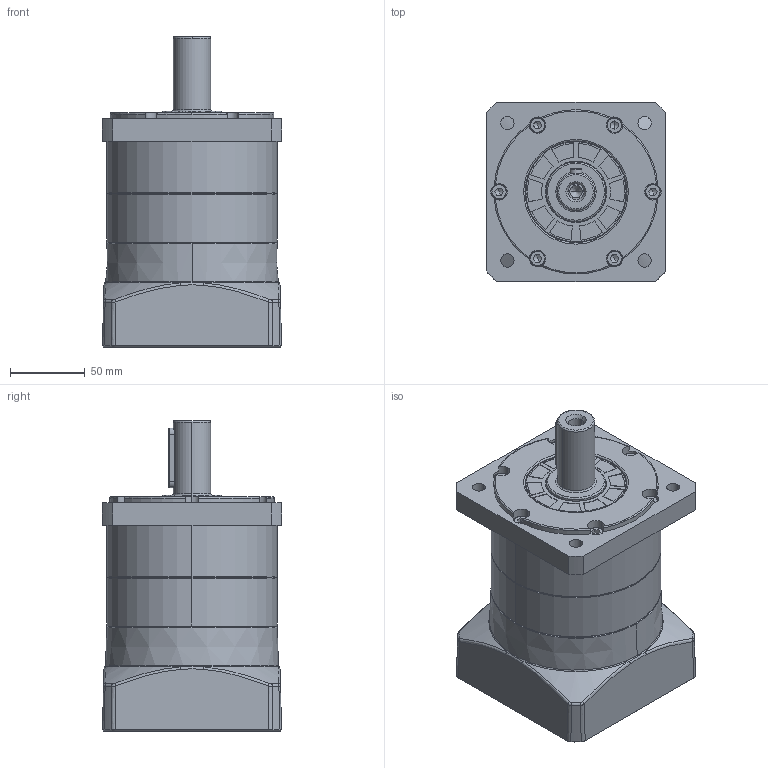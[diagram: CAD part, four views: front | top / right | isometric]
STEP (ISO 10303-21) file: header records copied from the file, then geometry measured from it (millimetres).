
FILE_DESCRIPTION (( 'STEP AP214' ), '1' );
FILE_NAME ('FB-120-L1-P2-¦µ22-¦µ95-¦µ115-M8-59.STEP', '2024-01-05T00:31:21', ( 'admin' ), ( '' ), 'SwSTEP 2.0', 'SolidWorks 2013', '' );
FILE_SCHEMA (( 'AUTOMOTIVE_DESIGN' ));
Length unit declared in the file: millimetre
Products named in the file (9): 镂空输入法兰FB120-95x70xM8(115); 怀堤傷褲极FB120; M6樓粟菜; A倰す瑩8X40; 怀堤俴陎殤FB120-C25; 内齿圈FB120-D108; FBK嘎殤蚐猾 KG40x68x5; 单边锁输入轴FB120-22（带螺丝）; FB-120-L1-P2-朴22-朴95-朴115-M8-59
Assembly tree (19 placements, depth 2):
  FB-120-L1-P2-朴22-朴95-朴115-M8-59
    单边锁输入轴FB120-22（带螺丝）
    FBK嘎殤蚐猾 KG40x68x5
    内齿圈FB120-D108
    怀堤俴陎殤FB120-C25
    A倰す瑩8X40
    M6樓粟菜  x12
    怀堤傷褲极FB120
    镂空输入法兰FB120-95x70xM8(115)
Bounding box: 120 x 120 x 208 mm (x, y, z)
Volume: 1479082.2 mm3; surface area: 243557.6 mm2
Topology: 8 solids, 33 shells, 1235 faces, 2975 edges, 1816 vertices
Faces by surface type: bspline 415, plane 345, cylinder 275, cone 177, torus 23
Entity records: 44180 total; most frequent: CARTESIAN_POINT 24201, ORIENTED_EDGE 4579, DIRECTION 3388, EDGE_CURVE 2293, VERTEX_POINT 1387, AXIS2_PLACEMENT_3D 1369, EDGE_LOOP 1057, ADVANCED_FACE 971
